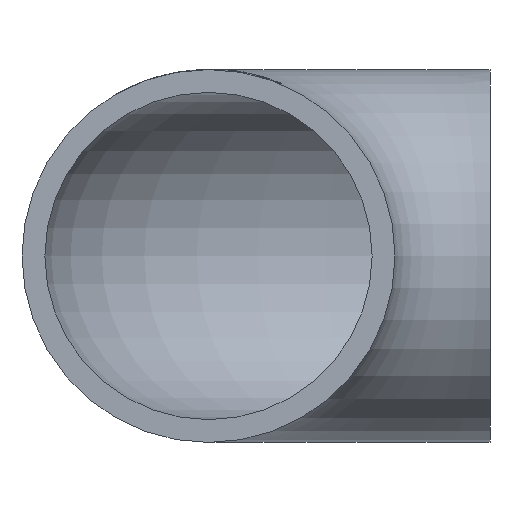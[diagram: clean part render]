
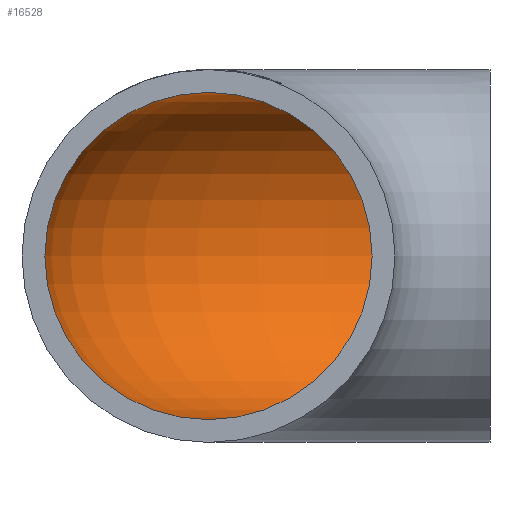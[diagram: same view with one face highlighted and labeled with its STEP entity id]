
A CAD part, front view. The second image highlights one B-rep face of the part: STEP entity #16528.
In plain terms, the highlighted toroidal (fillet/blend) face has major radius 32 mm and minor radius 18.6 mm.
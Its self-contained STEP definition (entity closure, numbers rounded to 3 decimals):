
#1005 = EDGE_LOOP ( 'NONE', ( #7184 ) ) ;
#1069 = VERTEX_POINT ( 'NONE', #4974 ) ;
#1711 = DIRECTION ( 'NONE',  ( 0., 1., 0. ) ) ;
#1955 = AXIS2_PLACEMENT_3D ( 'NONE', #2705, #6652, #2954 ) ;
#2022 = EDGE_LOOP ( 'NONE', ( #3653 ) ) ;
#2705 = CARTESIAN_POINT ( 'NONE',  ( 0., 0., 0. ) ) ;
#2954 = DIRECTION ( 'NONE',  ( -1., 0., 0. ) ) ;
#3653 = ORIENTED_EDGE ( 'NONE', *, *, #7211, .F. ) ;
#4116 = DIRECTION ( 'NONE',  ( 1., 0., 0. ) ) ;
#4180 = CARTESIAN_POINT ( 'NONE',  ( -32., 0., 0. ) ) ;
#4261 = DIRECTION ( 'NONE',  ( 0., 0., 1. ) ) ;
#4497 = AXIS2_PLACEMENT_3D ( 'NONE', #15713, #4116, #5222 ) ;
#4974 = CARTESIAN_POINT ( 'NONE',  ( -32., 0., 18.6 ) ) ;
#5222 = DIRECTION ( 'NONE',  ( 0., 1., 0. ) ) ;
#6652 = DIRECTION ( 'NONE',  ( 0., 0., -1. ) ) ;
#6653 = CIRCLE ( 'NONE', #4497, 18.6 ) ;
#7184 = ORIENTED_EDGE ( 'NONE', *, *, #8529, .T. ) ;
#7211 = EDGE_CURVE ( 'NONE', #1069, #1069, #14713, .T. ) ;
#7426 = AXIS2_PLACEMENT_3D ( 'NONE', #4180, #1711, #4261 ) ;
#8529 = EDGE_CURVE ( 'NONE', #8958, #8958, #6653, .T. ) ;
#8958 = VERTEX_POINT ( 'NONE', #14109 ) ;
#9003 = TOROIDAL_SURFACE ( 'NONE', #1955, 32., 18.6 ) ;
#13354 = FACE_OUTER_BOUND ( 'NONE', #1005, .T. ) ;
#14109 = CARTESIAN_POINT ( 'NONE',  ( 0., 50.6, 0. ) ) ;
#14297 = FACE_OUTER_BOUND ( 'NONE', #2022, .T. ) ;
#14713 = CIRCLE ( 'NONE', #7426, 18.6 ) ;
#15713 = CARTESIAN_POINT ( 'NONE',  ( 0., 32., 0. ) ) ;
#16528 = ADVANCED_FACE ( 'NONE', ( #13354, #14297 ), #9003, .F. ) ;
